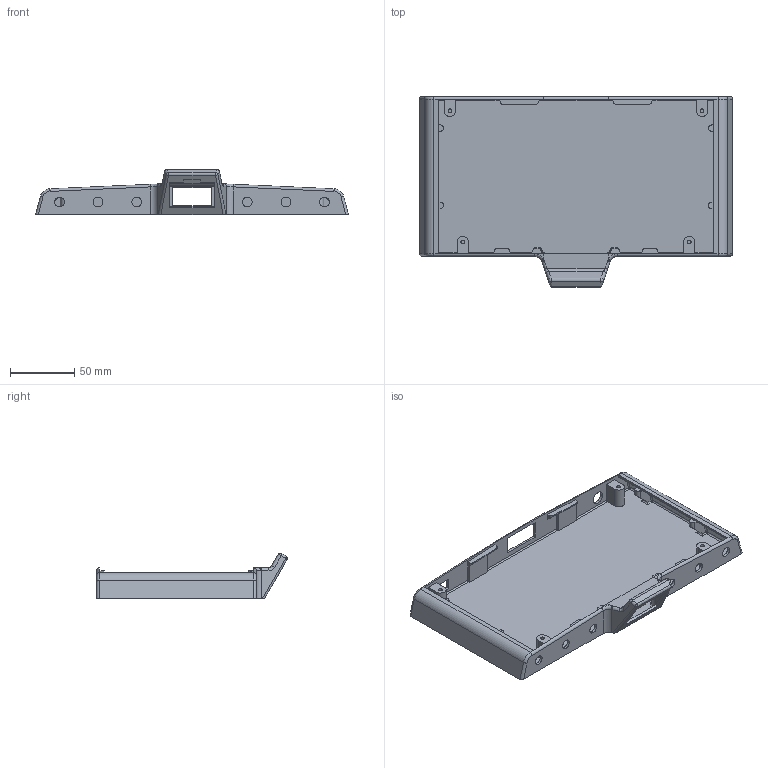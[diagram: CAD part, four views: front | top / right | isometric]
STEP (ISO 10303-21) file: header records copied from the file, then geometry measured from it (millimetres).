
FILE_DESCRIPTION(/* description */ (''),/* implementation_level */ '2;1');
FILE_NAME(/* name */ 'Deej Case.step',/* time_stamp */ '2024-08-04T21:19:24+02:00',/* author */ (''),/* organization */ (''),/* preprocessor_version */ 'ST-DEVELOPER v20',/* originating_system */ 'Autodesk Translation Framework v13.14.0.145',/* authorisation */ '');
FILE_SCHEMA (('AUTOMOTIVE_DESIGN { 1 0 10303 214 3 1 1 }'));
Length unit declared in the file: millimetre
Products named in the file (1): Deej V4
Bounding box: 243.11 x 148.24 x 35.4 mm (x, y, z)
Volume: 108813.5 mm3; surface area: 98452.6 mm2
Topology: 1 solids, 1 shells, 320 faces, 812 edges, 506 vertices
Faces by surface type: plane 153, cylinder 121, torus 24, sphere 18, bspline 4
Full cylindrical faces by diameter (mm): 2.9 x4, 7.5 x6, 10.1 x1
Entity records: 9882 total; most frequent: CARTESIAN_POINT 1920, DIRECTION 1710, ORIENTED_EDGE 1624, EDGE_CURVE 812, AXIS2_PLACEMENT_3D 593, LINE 524, VECTOR 524, VERTEX_POINT 506
